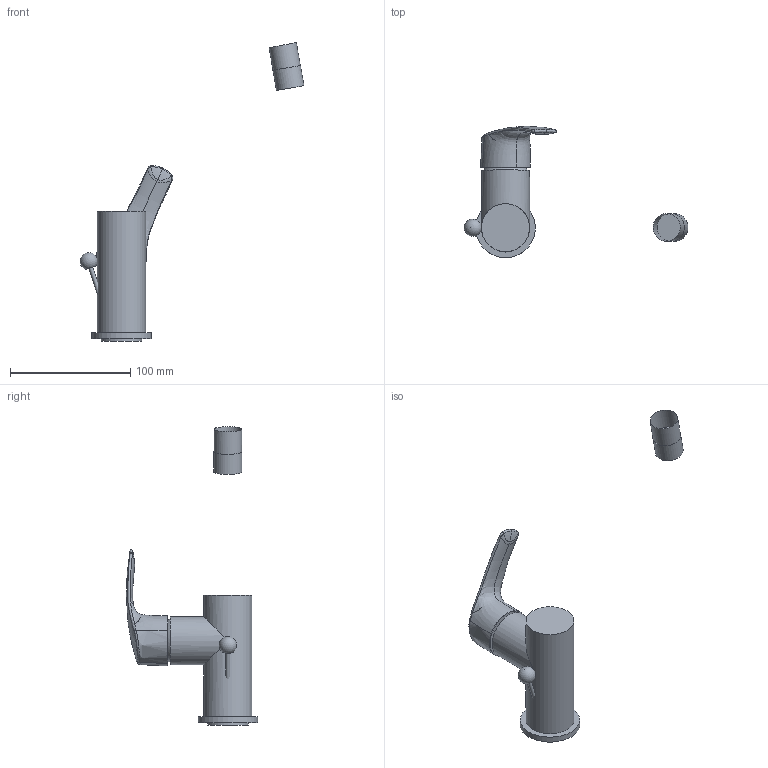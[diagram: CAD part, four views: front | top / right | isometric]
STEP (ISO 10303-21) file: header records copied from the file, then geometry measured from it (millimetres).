
FILE_DESCRIPTION(/* description */ ('Unknown'),/* implementation_level */ '2;1');
FILE_NAME(/* name */ '23537002',/* time_stamp */ '2022-09-07T06:07:35+02:00',/* author */ ('Unknown'),/* organization */ ('GROHE AG'),/* preprocessor_version */ 'ST-DEVELOPER v16.7',/* originating_system */ 'DEX',/* authorisation */ $);
FILE_SCHEMA (('AUTOMOTIVE_DESIGN {1 0 10303 214 3 1 1}'));
Length unit declared in the file: millimetre
Products named in the file (6): 23537002; 23537002_0; 23537002_1; id111; 131218_NES2011_Lever28_41mm_Lob
Assembly tree (5 placements, depth 2):
  23537002
    23537002
    23537002_0
    23537002_1
    id111
    131218_NES2011_Lever28_41mm_Lob
Bounding box: 185.99 x 109.06 x 248.09 mm (x, y, z)
Volume: 20072.6 mm3; surface area: 37959.8 mm2
Topology: 3 solids, 9 shells, 43 faces, 84 edges, 50 vertices
Faces by surface type: bspline 23, plane 11, cylinder 7, sphere 2
Full cylindrical faces by diameter (mm): 3.45 x1, 23 x1, 23.15 x1, 33.5 x1, 40 x2, 49.5 x1
Entity records: 10300 total; most frequent: CARTESIAN_POINT 9477, ORIENTED_EDGE 128, DIRECTION 94, EDGE_CURVE 67, EDGE_LOOP 54, FACE_BOUND 54, VERTEX_POINT 47, AXIS2_PLACEMENT_3D 47
